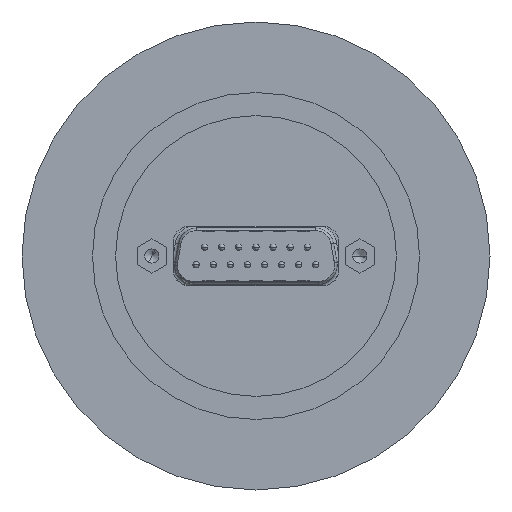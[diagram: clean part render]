
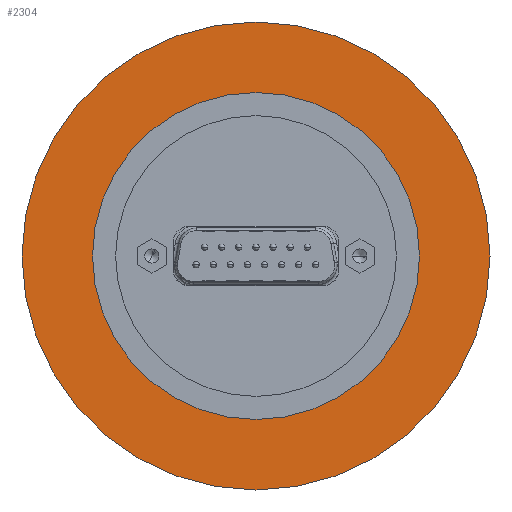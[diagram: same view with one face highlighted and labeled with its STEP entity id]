
A CAD part, front view. The second image highlights one B-rep face of the part: STEP entity #2304.
In plain terms, the highlighted planar face has unit normal (0, -1, 0).
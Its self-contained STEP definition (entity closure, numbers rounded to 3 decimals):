
#206 = VERTEX_POINT ( 'NONE', #448 ) ;
#264 = CIRCLE ( 'NONE', #3028, 26.2 ) ;
#356 = DIRECTION ( 'NONE',  ( 0., -1., 0. ) ) ;
#448 = CARTESIAN_POINT ( 'NONE',  ( 0., 0., 26.2 ) ) ;
#596 = ORIENTED_EDGE ( 'NONE', *, *, #6356, .T. ) ;
#627 = CARTESIAN_POINT ( 'NONE',  ( 0., 0., -37.5 ) ) ;
#1037 = FACE_BOUND ( 'NONE', #4288, .T. ) ;
#1596 = DIRECTION ( 'NONE',  ( 0., -1., 0. ) ) ;
#2284 = VERTEX_POINT ( 'NONE', #4332 ) ;
#2304 = ADVANCED_FACE ( 'NONE', ( #1037, #3357 ), #7898, .F. ) ;
#2513 = DIRECTION ( 'NONE',  ( 0., -1., 0. ) ) ;
#3028 = AXIS2_PLACEMENT_3D ( 'NONE', #7241, #356, #8390 ) ;
#3172 = EDGE_CURVE ( 'NONE', #206, #2284, #264, .T. ) ;
#3357 = FACE_OUTER_BOUND ( 'NONE', #9516, .T. ) ;
#3731 = ORIENTED_EDGE ( 'NONE', *, *, #3172, .F. ) ;
#4236 = VERTEX_POINT ( 'NONE', #10626 ) ;
#4288 = EDGE_LOOP ( 'NONE', ( #5972, #3731 ) ) ;
#4332 = CARTESIAN_POINT ( 'NONE',  ( 0., 0., -26.2 ) ) ;
#4654 = ORIENTED_EDGE ( 'NONE', *, *, #9484, .T. ) ;
#4698 = EDGE_CURVE ( 'NONE', #2284, #206, #7416, .T. ) ;
#4790 = CIRCLE ( 'NONE', #8444, 37.5 ) ;
#4981 = DIRECTION ( 'NONE',  ( 0., -1., 0. ) ) ;
#5972 = ORIENTED_EDGE ( 'NONE', *, *, #4698, .F. ) ;
#6322 = VERTEX_POINT ( 'NONE', #627 ) ;
#6356 = EDGE_CURVE ( 'NONE', #4236, #6322, #7578, .T. ) ;
#6651 = DIRECTION ( 'NONE',  ( 0., 1., 0. ) ) ;
#7241 = CARTESIAN_POINT ( 'NONE',  ( 0., 0., 0. ) ) ;
#7416 = CIRCLE ( 'NONE', #12128, 26.2 ) ;
#7578 = CIRCLE ( 'NONE', #13997, 37.5 ) ;
#7898 = PLANE ( 'NONE',  #11071 ) ;
#8390 = DIRECTION ( 'NONE',  ( 0., 0., -1. ) ) ;
#8444 = AXIS2_PLACEMENT_3D ( 'NONE', #8472, #1596, #9617 ) ;
#8472 = CARTESIAN_POINT ( 'NONE',  ( 0., 0., 0. ) ) ;
#9380 = CARTESIAN_POINT ( 'NONE',  ( 0., 0., 0. ) ) ;
#9484 = EDGE_CURVE ( 'NONE', #6322, #4236, #4790, .T. ) ;
#9516 = EDGE_LOOP ( 'NONE', ( #4654, #596 ) ) ;
#9617 = DIRECTION ( 'NONE',  ( 0., 0., -1. ) ) ;
#10530 = DIRECTION ( 'NONE',  ( 0., 0., -1. ) ) ;
#10626 = CARTESIAN_POINT ( 'NONE',  ( 0., 0., 37.5 ) ) ;
#11071 = AXIS2_PLACEMENT_3D ( 'NONE', #13578, #6651, #14812 ) ;
#11842 = CARTESIAN_POINT ( 'NONE',  ( 0., 0., 0. ) ) ;
#12128 = AXIS2_PLACEMENT_3D ( 'NONE', #9380, #2513, #10530 ) ;
#13023 = DIRECTION ( 'NONE',  ( 0., 0., -1. ) ) ;
#13578 = CARTESIAN_POINT ( 'NONE',  ( 0., 0., 37.5 ) ) ;
#13997 = AXIS2_PLACEMENT_3D ( 'NONE', #11842, #4981, #13023 ) ;
#14812 = DIRECTION ( 'NONE',  ( 0., 0., 1. ) ) ;
